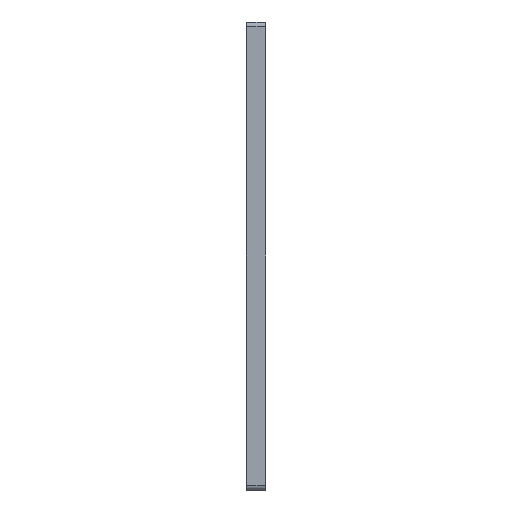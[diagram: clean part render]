
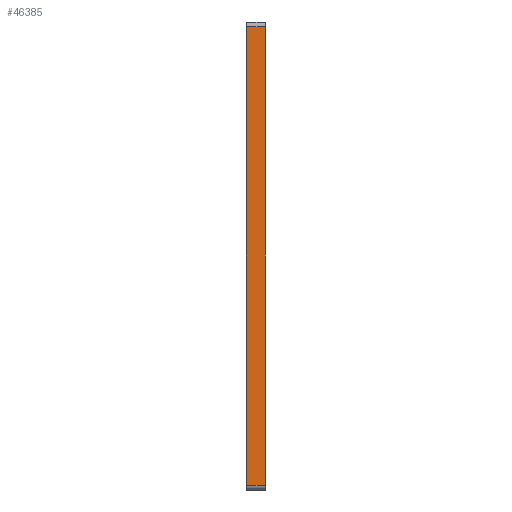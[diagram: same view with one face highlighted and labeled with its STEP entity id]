
A CAD part, left-side view. The second image highlights one B-rep face of the part: STEP entity #46385.
In plain terms, the highlighted planar face has unit normal (-1, 0, 0).
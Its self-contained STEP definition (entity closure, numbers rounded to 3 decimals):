
#977 = CARTESIAN_POINT ( 'NONE',  ( -228.6, 12.4, -149.4 ) ) ;
#1761 = EDGE_CURVE ( 'NONE', #45106, #18172, #29767, .T. ) ;
#3939 = ORIENTED_EDGE ( 'NONE', *, *, #39819, .F. ) ;
#4176 = FACE_OUTER_BOUND ( 'NONE', #17636, .T. ) ;
#6364 = CARTESIAN_POINT ( 'NONE',  ( -228.6, 12.7, 149.4 ) ) ;
#9807 = CARTESIAN_POINT ( 'NONE',  ( -228.6, 12.4, 149.4 ) ) ;
#10356 = DIRECTION ( 'NONE',  ( 0., 0., -1. ) ) ;
#12010 = CARTESIAN_POINT ( 'NONE',  ( -228.6, 12.7, 149.4 ) ) ;
#13603 = VERTEX_POINT ( 'NONE', #38117 ) ;
#14336 = ORIENTED_EDGE ( 'NONE', *, *, #1761, .T. ) ;
#14473 = CARTESIAN_POINT ( 'NONE',  ( -228.6, 12.4, 149.4 ) ) ;
#15424 = LINE ( 'NONE', #14473, #45711 ) ;
#16258 = LINE ( 'NONE', #21127, #26343 ) ;
#17636 = EDGE_LOOP ( 'NONE', ( #14336, #19239, #3939, #20989 ) ) ;
#18172 = VERTEX_POINT ( 'NONE', #24520 ) ;
#18998 = AXIS2_PLACEMENT_3D ( 'NONE', #6364, #33093, #10356 ) ;
#19239 = ORIENTED_EDGE ( 'NONE', *, *, #42196, .T. ) ;
#20989 = ORIENTED_EDGE ( 'NONE', *, *, #48022, .T. ) ;
#21071 = DIRECTION ( 'NONE',  ( 0., -1., 0. ) ) ;
#21127 = CARTESIAN_POINT ( 'NONE',  ( -228.6, 0.3, 149.4 ) ) ;
#24197 = LINE ( 'NONE', #12010, #44406 ) ;
#24520 = CARTESIAN_POINT ( 'NONE',  ( -228.6, 0.3, -149.4 ) ) ;
#26343 = VECTOR ( 'NONE', #47658, 1000. ) ;
#29767 = LINE ( 'NONE', #47612, #48816 ) ;
#32836 = VERTEX_POINT ( 'NONE', #9807 ) ;
#33093 = DIRECTION ( 'NONE',  ( 1., 0., 0. ) ) ;
#38117 = CARTESIAN_POINT ( 'NONE',  ( -228.6, 0.3, 149.4 ) ) ;
#39819 = EDGE_CURVE ( 'NONE', #32836, #13603, #24197, .T. ) ;
#41043 = DIRECTION ( 'NONE',  ( 0., 0., -1. ) ) ;
#42196 = EDGE_CURVE ( 'NONE', #18172, #13603, #16258, .T. ) ;
#44406 = VECTOR ( 'NONE', #46067, 1000. ) ;
#45106 = VERTEX_POINT ( 'NONE', #977 ) ;
#45711 = VECTOR ( 'NONE', #41043, 1000. ) ;
#46067 = DIRECTION ( 'NONE',  ( 0., -1., 0. ) ) ;
#46385 = ADVANCED_FACE ( 'NONE', ( #4176 ), #48195, .F. ) ;
#47612 = CARTESIAN_POINT ( 'NONE',  ( -228.6, 12.7, -149.4 ) ) ;
#47658 = DIRECTION ( 'NONE',  ( 0., 0., 1. ) ) ;
#48022 = EDGE_CURVE ( 'NONE', #32836, #45106, #15424, .T. ) ;
#48195 = PLANE ( 'NONE',  #18998 ) ;
#48816 = VECTOR ( 'NONE', #21071, 1000. ) ;
